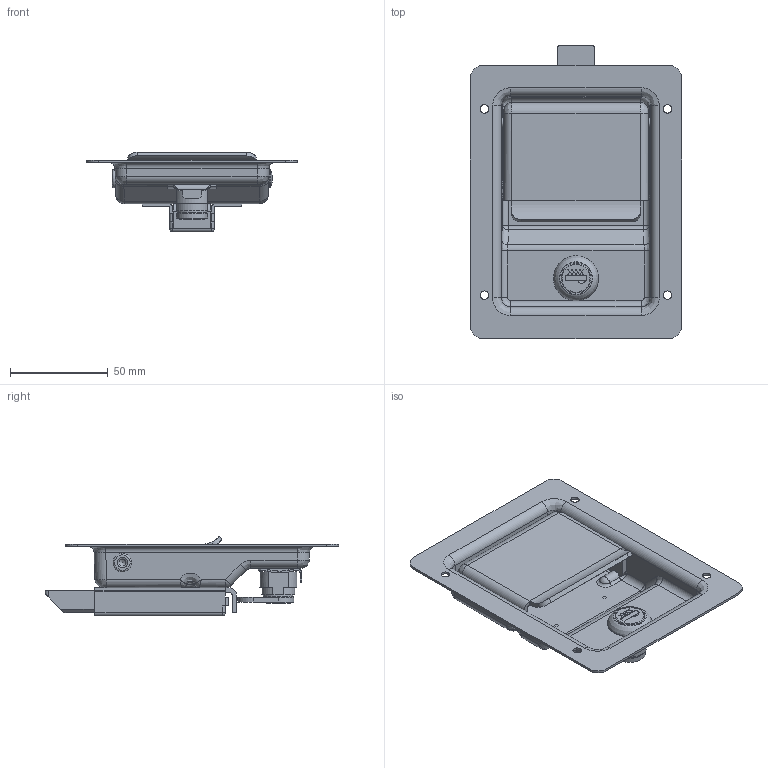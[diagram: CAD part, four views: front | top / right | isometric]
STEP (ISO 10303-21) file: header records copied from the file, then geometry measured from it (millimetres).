
FILE_DESCRIPTION((''),'2;1');
FILE_NAME('3-4904.stp','2013-02-08T11:19:51',('fredp'),(''),'Autodesk Inventor 2013','Autodesk Inventor 2013','');
FILE_SCHEMA(('AUTOMOTIVE_DESIGN { 1 0 10303 214 1 1 1 1 }'));
Length unit declared in the file: inch
Products named in the file (1): 3-4904
Bounding box: 107.95 x 150.06 x 40.86 mm (x, y, z)
Volume: 68171.9 mm3; surface area: 77494.2 mm2
Topology: 9 solids, 9 shells, 1028 faces, 2644 edges, 1690 vertices
Faces by surface type: plane 561, bspline 235, cylinder 184, torus 29, sphere 12, cone 6, revolution 1
Full cylindrical faces by diameter (mm): 3.683 x1, 4.343 x4, 4.699 x1, 5.029 x2, 5.055 x2, 6.35 x1, 9.525 x1, 12.7 x3, 15.088 x1, 15.24 x1
Entity records: 37348 total; most frequent: CARTESIAN_POINT 13331, ORIENTED_EDGE 5146, DIRECTION 4197, EDGE_CURVE 2573, VERTEX_POINT 1677, VECTOR 1652, LINE 1652, AXIS2_PLACEMENT_3D 1272
